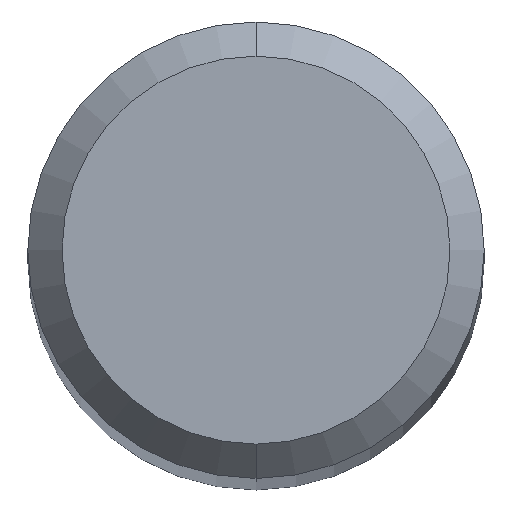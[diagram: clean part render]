
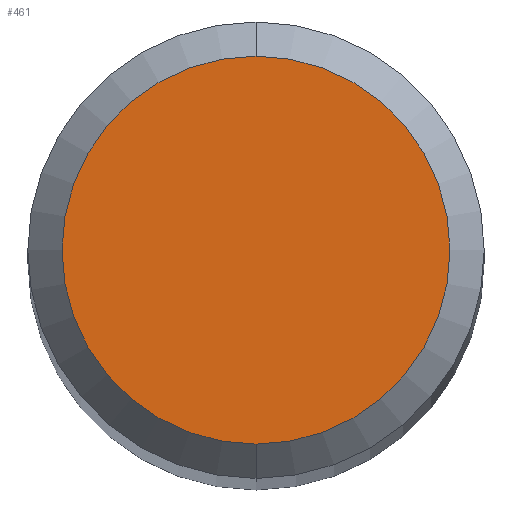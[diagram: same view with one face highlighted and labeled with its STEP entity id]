
A CAD part, top view. The second image highlights one B-rep face of the part: STEP entity #461.
In plain terms, the highlighted planar face has unit normal (0, 0, 1).
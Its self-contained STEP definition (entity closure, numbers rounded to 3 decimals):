
#211=EDGE_CURVE('',#331,#321,#523,.T.);
#321=VERTEX_POINT('',#643);
#331=VERTEX_POINT('',#656);
#421=EDGE_CURVE('',#321,#331,#753,.T.);
#461=ADVANCED_FACE('',(#797),#798,.T.);
#523=CIRCLE('',#890,1.7);
#643=CARTESIAN_POINT('',(0.0,1.7,0.0));
#656=CARTESIAN_POINT('',(0.,-1.7,0.0));
#753=CIRCLE('',#1345,1.7);
#797=FACE_OUTER_BOUND('',#1440,.T.);
#798=PLANE('',#1441);
#890=AXIS2_PLACEMENT_3D('',#1503,#1504,#1505);
#1345=AXIS2_PLACEMENT_3D('',#1749,#1750,#1751);
#1440=EDGE_LOOP('',(#1800,#1801));
#1441=AXIS2_PLACEMENT_3D('',#1802,#1803,#1804);
#1503=CARTESIAN_POINT('',(0.0,0.0,0.0));
#1504=DIRECTION('',(0.0,0.0,-1.0));
#1505=DIRECTION('',(0.0,1.0,0.0));
#1749=CARTESIAN_POINT('',(0.0,0.0,0.0));
#1750=DIRECTION('',(0.0,0.0,-1.0));
#1751=DIRECTION('',(0.0,1.0,0.0));
#1800=ORIENTED_EDGE('',*,*,#421,.F.);
#1801=ORIENTED_EDGE('',*,*,#211,.F.);
#1802=CARTESIAN_POINT('',(0.0,0.85,0.0));
#1803=DIRECTION('',(-0.0,0.0,1.0));
#1804=DIRECTION('',(0.0,-1.0,0.0));
